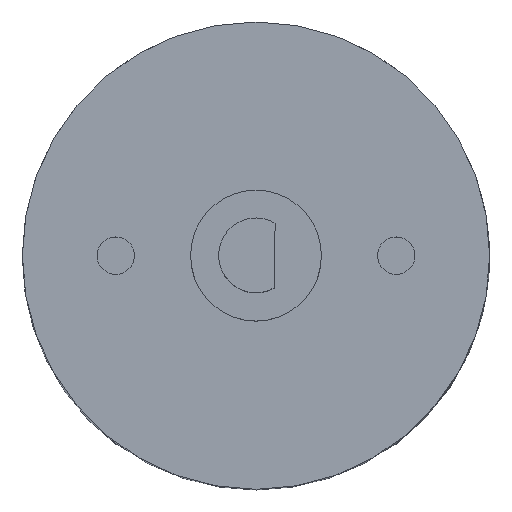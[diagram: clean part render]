
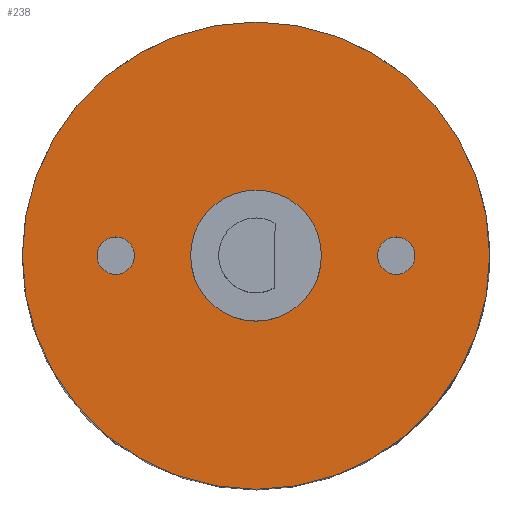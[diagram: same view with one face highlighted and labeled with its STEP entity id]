
A CAD part, top view. The second image highlights one B-rep face of the part: STEP entity #238.
In plain terms, the highlighted planar face has unit normal (0, 0, 1).
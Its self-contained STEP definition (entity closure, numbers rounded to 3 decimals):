
#15=FACE_BOUND('',#58,.T.);
#16=FACE_BOUND('',#59,.T.);
#17=FACE_BOUND('',#60,.T.);
#27=PLANE('',#279);
#41=FACE_OUTER_BOUND('',#57,.T.);
#57=EDGE_LOOP('',(#203));
#58=EDGE_LOOP('',(#204));
#59=EDGE_LOOP('',(#205));
#60=EDGE_LOOP('',(#206));
#98=CIRCLE('',#258,1.);
#100=CIRCLE('',#262,1.);
#108=CIRCLE('',#278,12.5);
#109=CIRCLE('',#280,3.5);
#112=VERTEX_POINT('',#367);
#114=VERTEX_POINT('',#374);
#127=VERTEX_POINT('',#413);
#128=VERTEX_POINT('',#417);
#132=EDGE_CURVE('',#112,#112,#98,.T.);
#135=EDGE_CURVE('',#114,#114,#100,.T.);
#153=EDGE_CURVE('',#127,#127,#108,.T.);
#155=EDGE_CURVE('',#128,#128,#109,.T.);
#203=ORIENTED_EDGE('',*,*,#153,.T.);
#204=ORIENTED_EDGE('',*,*,#132,.T.);
#205=ORIENTED_EDGE('',*,*,#135,.T.);
#206=ORIENTED_EDGE('',*,*,#155,.T.);
#238=ADVANCED_FACE('',(#41,#15,#16,#17),#27,.T.);
#258=AXIS2_PLACEMENT_3D('',#368,#291,#292);
#262=AXIS2_PLACEMENT_3D('',#375,#300,#301);
#278=AXIS2_PLACEMENT_3D('',#414,#342,#343);
#279=AXIS2_PLACEMENT_3D('',#416,#345,#346);
#280=AXIS2_PLACEMENT_3D('',#418,#347,#348);
#291=DIRECTION('center_axis',(0.,0.,-1.));
#292=DIRECTION('ref_axis',(-1.,0.,0.));
#300=DIRECTION('center_axis',(0.,0.,-1.));
#301=DIRECTION('ref_axis',(-1.,0.,0.));
#342=DIRECTION('center_axis',(0.,0.,1.));
#343=DIRECTION('ref_axis',(1.,0.,0.));
#345=DIRECTION('center_axis',(0.,0.,1.));
#346=DIRECTION('ref_axis',(1.,0.,0.));
#347=DIRECTION('center_axis',(0.,0.,-1.));
#348=DIRECTION('ref_axis',(-1.,0.,0.));
#367=CARTESIAN_POINT('',(58.5,20.,20.));
#368=CARTESIAN_POINT('Origin',(57.5,20.,20.));
#374=CARTESIAN_POINT('',(43.5,20.,20.));
#375=CARTESIAN_POINT('Origin',(42.5,20.,20.));
#413=CARTESIAN_POINT('',(37.5,20.,20.));
#414=CARTESIAN_POINT('Origin',(50.,20.,20.));
#416=CARTESIAN_POINT('Origin',(50.,20.,20.));
#417=CARTESIAN_POINT('',(53.5,20.,20.));
#418=CARTESIAN_POINT('Origin',(50.,20.,20.));
